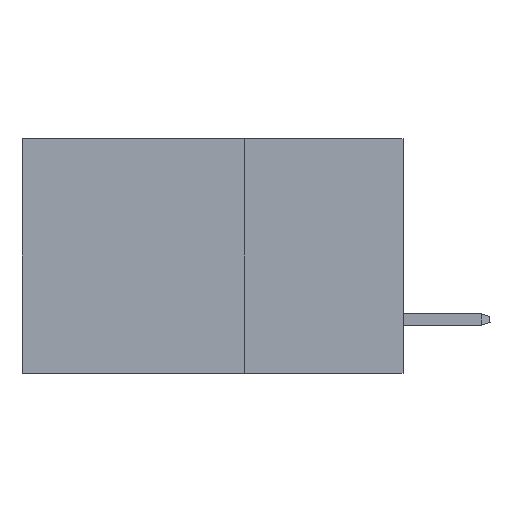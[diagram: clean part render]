
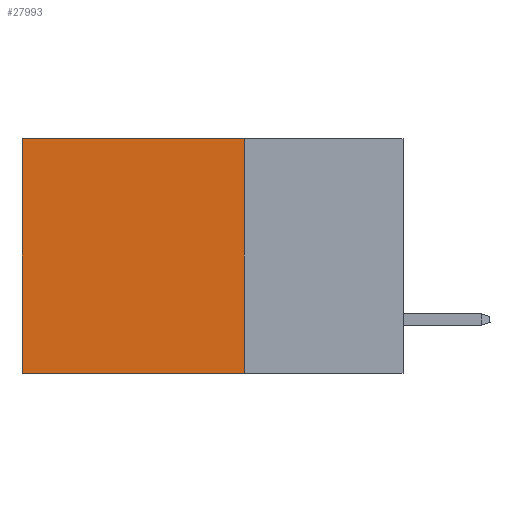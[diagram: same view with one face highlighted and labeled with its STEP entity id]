
A CAD part, left-side view. The second image highlights one B-rep face of the part: STEP entity #27993.
In plain terms, the highlighted planar face has unit normal (-1, 0, 0).
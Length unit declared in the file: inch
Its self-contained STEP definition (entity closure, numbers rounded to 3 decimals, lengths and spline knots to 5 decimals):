
#4391 = EDGE_CURVE ( 'NONE', #21523, #32928, #11142, .T. ) ;
#6130 = CARTESIAN_POINT ( 'NONE',  ( 0.2875, 0.25, 0. ) ) ;
#6590 = AXIS2_PLACEMENT_3D ( 'NONE', #31895, #46976, #13305 ) ;
#7243 = LINE ( 'NONE', #28804, #26677 ) ;
#11142 = LINE ( 'NONE', #41846, #34828 ) ;
#12588 = ORIENTED_EDGE ( 'NONE', *, *, #33808, .T. ) ;
#13305 = DIRECTION ( 'NONE',  ( 0., 0., -1. ) ) ;
#13985 = CARTESIAN_POINT ( 'NONE',  ( 0.2875, 0.6, -0.37 ) ) ;
#14426 = DIRECTION ( 'NONE',  ( 0., 0., -1. ) ) ;
#14605 = VECTOR ( 'NONE', #16542, 39.37008 ) ;
#16328 = VERTEX_POINT ( 'NONE', #39524 ) ;
#16542 = DIRECTION ( 'NONE',  ( 0., 1., 0. ) ) ;
#16779 = PLANE ( 'NONE',  #6590 ) ;
#17459 = ORIENTED_EDGE ( 'NONE', *, *, #31100, .T. ) ;
#19465 = ORIENTED_EDGE ( 'NONE', *, *, #21675, .F. ) ;
#21523 = VERTEX_POINT ( 'NONE', #43084 ) ;
#21675 = EDGE_CURVE ( 'NONE', #16328, #21523, #33191, .T. ) ;
#23969 = LINE ( 'NONE', #6130, #14605 ) ;
#24718 = EDGE_LOOP ( 'NONE', ( #12588, #30677, #19465, #17459 ) ) ;
#26677 = VECTOR ( 'NONE', #14426, 39.37008 ) ;
#27393 = CARTESIAN_POINT ( 'NONE',  ( 0.2875, 0.6, 0. ) ) ;
#27993 = ADVANCED_FACE ( 'NONE', ( #47220 ), #16779, .F. ) ;
#28804 = CARTESIAN_POINT ( 'NONE',  ( 0.2875, 0.6, 0. ) ) ;
#30192 = VERTEX_POINT ( 'NONE', #27393 ) ;
#30677 = ORIENTED_EDGE ( 'NONE', *, *, #4391, .F. ) ;
#31100 = EDGE_CURVE ( 'NONE', #16328, #30192, #23969, .T. ) ;
#31895 = CARTESIAN_POINT ( 'NONE',  ( 0.2875, 0.25, 0. ) ) ;
#32691 = CARTESIAN_POINT ( 'NONE',  ( 0.2875, 0.25, 0. ) ) ;
#32928 = VERTEX_POINT ( 'NONE', #13985 ) ;
#33191 = LINE ( 'NONE', #32691, #44087 ) ;
#33808 = EDGE_CURVE ( 'NONE', #30192, #32928, #7243, .T. ) ;
#34828 = VECTOR ( 'NONE', #37913, 39.37008 ) ;
#37913 = DIRECTION ( 'NONE',  ( 0., 1., 0. ) ) ;
#39524 = CARTESIAN_POINT ( 'NONE',  ( 0.2875, 0.25, 0. ) ) ;
#41846 = CARTESIAN_POINT ( 'NONE',  ( 0.2875, 0.25, -0.37 ) ) ;
#43084 = CARTESIAN_POINT ( 'NONE',  ( 0.2875, 0.25, -0.37 ) ) ;
#44087 = VECTOR ( 'NONE', #48023, 39.37008 ) ;
#46976 = DIRECTION ( 'NONE',  ( 1., 0., 0. ) ) ;
#47220 = FACE_OUTER_BOUND ( 'NONE', #24718, .T. ) ;
#48023 = DIRECTION ( 'NONE',  ( 0., 0., -1. ) ) ;
